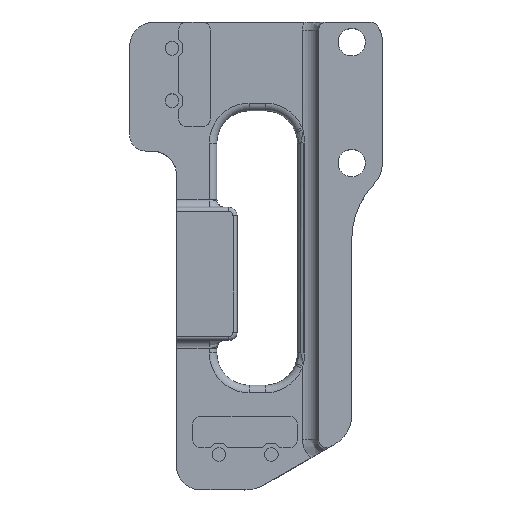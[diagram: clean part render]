
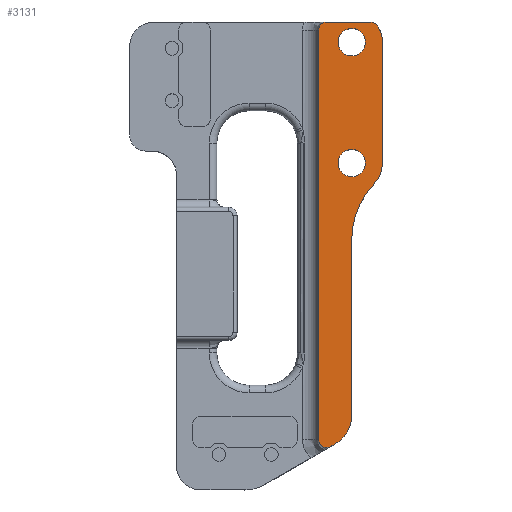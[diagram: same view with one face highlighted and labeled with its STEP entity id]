
A CAD part, top view. The second image highlights one B-rep face of the part: STEP entity #3131.
In plain terms, the highlighted planar face has unit normal (0, 0, 1).
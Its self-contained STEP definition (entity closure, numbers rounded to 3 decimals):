
#40=FACE_BOUND('',#500,.T.);
#41=FACE_BOUND('',#501,.T.);
#92=PLANE('',#3427);
#176=B_SPLINE_CURVE_WITH_KNOTS('',3,(#6106,#6107,#6108,#6109),
 .UNSPECIFIED.,.F.,.F.,(4,4),(0.,0.101),.UNSPECIFIED.);
#304=FACE_OUTER_BOUND('',#499,.T.);
#499=EDGE_LOOP('',(#2571,#2572,#2573,#2574,#2575,#2576,#2577,#2578,#2579,
#2580,#2581,#2582));
#500=EDGE_LOOP('',(#2583));
#501=EDGE_LOOP('',(#2584));
#755=LINE('',#6039,#1027);
#763=LINE('',#6087,#1035);
#766=LINE('',#6115,#1038);
#767=LINE('',#6119,#1039);
#768=LINE('',#6125,#1040);
#1027=VECTOR('',#4079,10.);
#1035=VECTOR('',#4095,10.);
#1038=VECTOR('',#4102,10.);
#1039=VECTOR('',#4105,10.);
#1040=VECTOR('',#4110,10.);
#1235=CIRCLE('',#3421,1.);
#1236=CIRCLE('',#3428,1.);
#1237=CIRCLE('',#3429,4.);
#1238=CIRCLE('',#3430,10.);
#1239=CIRCLE('',#3431,3.8);
#1240=CIRCLE('',#3432,3.8);
#1241=CIRCLE('',#3433,1.7);
#1242=CIRCLE('',#3434,1.7);
#1488=VERTEX_POINT('',#6031);
#1489=VERTEX_POINT('',#6033);
#1490=VERTEX_POINT('',#6037);
#1496=VERTEX_POINT('',#6086);
#1497=VERTEX_POINT('',#6105);
#1498=VERTEX_POINT('',#6112);
#1499=VERTEX_POINT('',#6114);
#1500=VERTEX_POINT('',#6116);
#1501=VERTEX_POINT('',#6118);
#1502=VERTEX_POINT('',#6120);
#1503=VERTEX_POINT('',#6122);
#1504=VERTEX_POINT('',#6124);
#1505=VERTEX_POINT('',#6127);
#1506=VERTEX_POINT('',#6129);
#1868=EDGE_CURVE('',#1488,#1489,#1235,.T.);
#1871=EDGE_CURVE('',#1488,#1490,#755,.F.);
#1882=EDGE_CURVE('',#1496,#1489,#763,.T.);
#1884=EDGE_CURVE('',#1496,#1497,#176,.T.);
#1886=EDGE_CURVE('',#1498,#1490,#1236,.T.);
#1887=EDGE_CURVE('',#1499,#1498,#766,.T.);
#1888=EDGE_CURVE('',#1500,#1499,#1237,.T.);
#1889=EDGE_CURVE('',#1500,#1501,#767,.T.);
#1890=EDGE_CURVE('',#1502,#1501,#1238,.T.);
#1891=EDGE_CURVE('',#1502,#1503,#1239,.T.);
#1892=EDGE_CURVE('',#1503,#1504,#768,.T.);
#1893=EDGE_CURVE('',#1497,#1504,#1240,.T.);
#1894=EDGE_CURVE('',#1505,#1505,#1241,.T.);
#1895=EDGE_CURVE('',#1506,#1506,#1242,.T.);
#2571=ORIENTED_EDGE('',*,*,#1868,.F.);
#2572=ORIENTED_EDGE('',*,*,#1871,.T.);
#2573=ORIENTED_EDGE('',*,*,#1886,.F.);
#2574=ORIENTED_EDGE('',*,*,#1887,.F.);
#2575=ORIENTED_EDGE('',*,*,#1888,.F.);
#2576=ORIENTED_EDGE('',*,*,#1889,.T.);
#2577=ORIENTED_EDGE('',*,*,#1890,.F.);
#2578=ORIENTED_EDGE('',*,*,#1891,.T.);
#2579=ORIENTED_EDGE('',*,*,#1892,.T.);
#2580=ORIENTED_EDGE('',*,*,#1893,.F.);
#2581=ORIENTED_EDGE('',*,*,#1884,.F.);
#2582=ORIENTED_EDGE('',*,*,#1882,.T.);
#2583=ORIENTED_EDGE('',*,*,#1894,.T.);
#2584=ORIENTED_EDGE('',*,*,#1895,.T.);
#3131=ADVANCED_FACE('',(#304,#40,#41),#92,.F.);
#3421=AXIS2_PLACEMENT_3D('',#6034,#4073,#4074);
#3427=AXIS2_PLACEMENT_3D('',#6111,#4098,#4099);
#3428=AXIS2_PLACEMENT_3D('',#6113,#4100,#4101);
#3429=AXIS2_PLACEMENT_3D('',#6117,#4103,#4104);
#3430=AXIS2_PLACEMENT_3D('',#6121,#4106,#4107);
#3431=AXIS2_PLACEMENT_3D('',#6123,#4108,#4109);
#3432=AXIS2_PLACEMENT_3D('',#6126,#4111,#4112);
#3433=AXIS2_PLACEMENT_3D('',#6128,#4113,#4114);
#3434=AXIS2_PLACEMENT_3D('',#6130,#4115,#4116);
#4073=DIRECTION('center_axis',(0.,0.,
-1.));
#4074=DIRECTION('ref_axis',(-0.707,0.707,0.));
#4079=DIRECTION('',(0.,1.,0.));
#4095=DIRECTION('',(-1.,0.,0.));
#4098=DIRECTION('center_axis',(0.,0.,
-1.));
#4099=DIRECTION('ref_axis',(1.,0.,0.));
#4100=DIRECTION('center_axis',(0.,0.,
-1.));
#4101=DIRECTION('ref_axis',(-0.5,-0.866,0.));
#4102=DIRECTION('',(-0.866,-0.5,0.));
#4103=DIRECTION('center_axis',(0.,0.,
-1.));
#4104=DIRECTION('ref_axis',(0.866,-0.5,0.));
#4105=DIRECTION('',(0.,1.,0.));
#4106=DIRECTION('center_axis',(0.,0.,
1.));
#4107=DIRECTION('ref_axis',(-0.929,0.371,0.));
#4108=DIRECTION('center_axis',(0.,0.,
1.));
#4109=DIRECTION('ref_axis',(1.,0.,0.));
#4110=DIRECTION('',(0.,1.,0.));
#4111=DIRECTION('center_axis',(0.,0.,
-1.));
#4112=DIRECTION('ref_axis',(0.,-1.,0.));
#4113=DIRECTION('center_axis',(0.,0.,
-1.));
#4114=DIRECTION('ref_axis',(1.,0.,0.));
#4115=DIRECTION('center_axis',(0.,0.,
-1.));
#4116=DIRECTION('ref_axis',(1.,0.,0.));
#6031=CARTESIAN_POINT('',(213.376,40.377,81.));
#6033=CARTESIAN_POINT('',(214.376,41.377,81.));
#6034=CARTESIAN_POINT('Origin',(214.376,40.377,81.));
#6037=CARTESIAN_POINT('',(213.376,-10.422,81.));
#6039=CARTESIAN_POINT('',(213.376,26.283,81.));
#6086=CARTESIAN_POINT('',(219.844,41.377,81.));
#6087=CARTESIAN_POINT('',(218.879,41.377,81.));
#6105=CARTESIAN_POINT('',(220.688,40.913,81.));
#6106=CARTESIAN_POINT('Ctrl Pts',(219.844,41.377,81.));
#6107=CARTESIAN_POINT('Ctrl Pts',(220.179,41.377,81.));
#6108=CARTESIAN_POINT('Ctrl Pts',(220.509,41.196,81.));
#6109=CARTESIAN_POINT('Ctrl Pts',(220.688,40.913,81.));
#6111=CARTESIAN_POINT('Origin',(205.604,13.002,81.));
#6112=CARTESIAN_POINT('',(214.876,-11.288,81.));
#6113=CARTESIAN_POINT('Origin',(214.376,-10.422,81.));
#6114=CARTESIAN_POINT('',(215.479,-10.94,81.));
#6115=CARTESIAN_POINT('',(218.519,-9.185,81.));
#6116=CARTESIAN_POINT('',(217.479,-7.476,81.));
#6117=CARTESIAN_POINT('Origin',(213.479,-7.476,81.));
#6118=CARTESIAN_POINT('',(217.479,14.367,81.));
#6119=CARTESIAN_POINT('',(217.479,-16.673,81.));
#6120=CARTESIAN_POINT('',(220.233,21.259,81.));
#6121=CARTESIAN_POINT('Origin',(227.479,14.367,81.));
#6122=CARTESIAN_POINT('',(221.279,23.877,81.));
#6123=CARTESIAN_POINT('Origin',(217.479,23.877,81.));
#6124=CARTESIAN_POINT('',(221.279,38.877,81.));
#6125=CARTESIAN_POINT('',(221.279,46.458,81.));
#6126=CARTESIAN_POINT('Origin',(217.479,38.877,81.));
#6127=CARTESIAN_POINT('',(215.779,23.877,81.));
#6128=CARTESIAN_POINT('Origin',(217.479,23.877,81.));
#6129=CARTESIAN_POINT('',(215.779,38.877,81.));
#6130=CARTESIAN_POINT('Origin',(217.479,38.877,81.));
